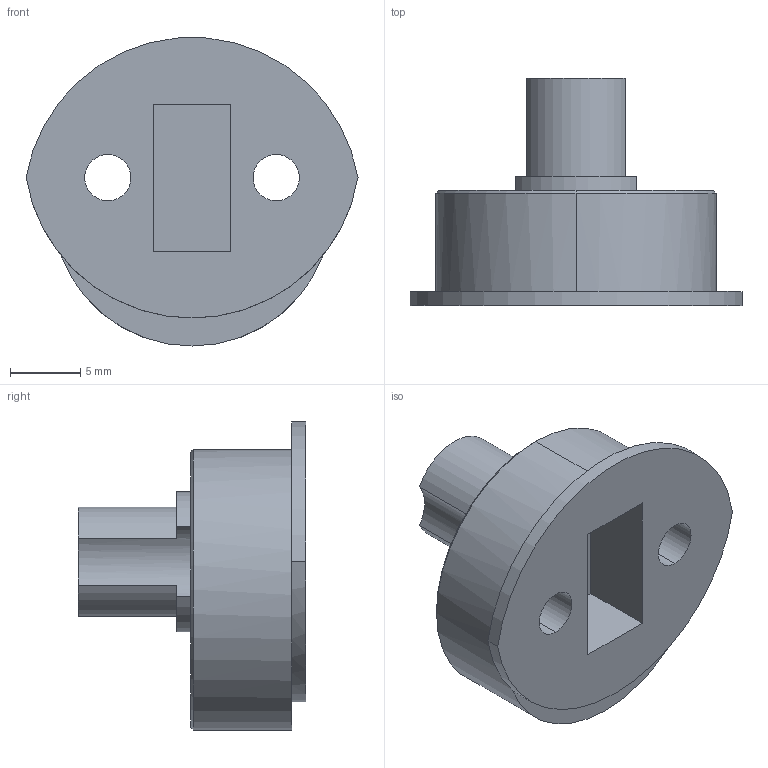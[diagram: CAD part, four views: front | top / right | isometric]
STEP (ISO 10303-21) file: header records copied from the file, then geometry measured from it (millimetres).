
FILE_DESCRIPTION (( 'STEP AP214' ), '1' );
FILE_NAME ('topcamj2.STEP', '2025-02-12T17:18:47', ( '' ), ( '' ), 'SwSTEP 2.0', 'SolidWorks 2023', '' );
FILE_SCHEMA (( 'AUTOMOTIVE_DESIGN' ));
Length unit declared in the file: millimetre
Products named in the file (1): topcamj2
Bounding box: 23.66 x 16.2 x 21.96 mm (x, y, z)
Volume: 2429.1 mm3; surface area: 1844.3 mm2
Topology: 1 solids, 1 shells, 35 faces, 89 edges, 58 vertices
Faces by surface type: cylinder 19, plane 14, cone 2
Entity records: 1114 total; most frequent: DIRECTION 213, CARTESIAN_POINT 183, ORIENTED_EDGE 178, EDGE_CURVE 89, AXIS2_PLACEMENT_3D 88, VERTEX_POINT 58, CIRCLE 52, EDGE_LOOP 41
